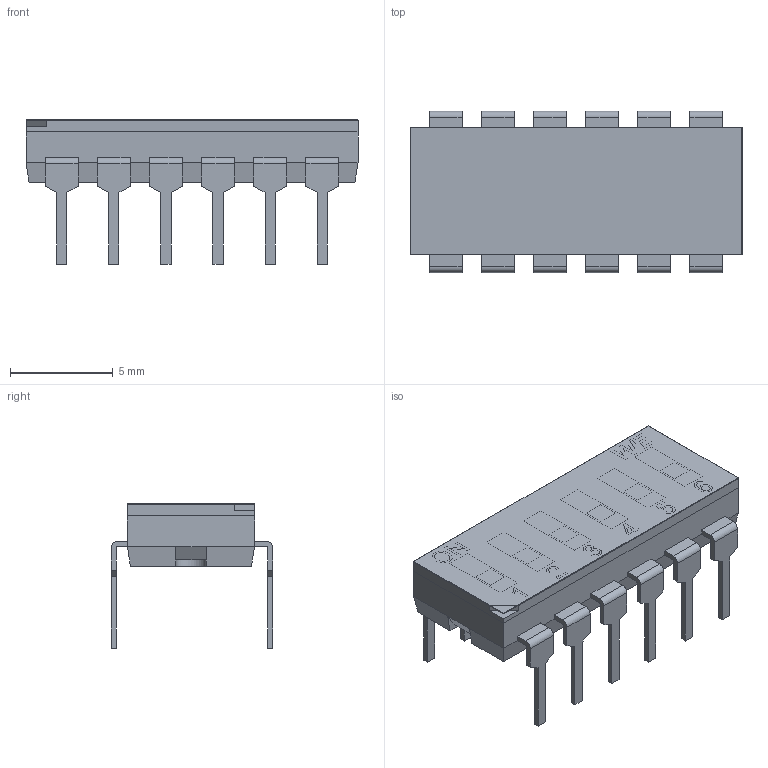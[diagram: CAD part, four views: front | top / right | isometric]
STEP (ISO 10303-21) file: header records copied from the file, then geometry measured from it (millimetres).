
FILE_DESCRIPTION( ( 'Unknown' ), '1' );
FILE_NAME( '418127160906.stp', 'Unknown', ( 'Unknown' ), ( 'Unknown' ), 'PSStep 17.0.49', 'Unknown', ' ' );
FILE_SCHEMA( ( 'AUTOMOTIVE_DESIGN { 1 0 10303 214 1 1 1 1 }' ) );
Length unit declared in the file: millimetre
Products named in the file (8): Assem1; Terminal_front; Actuator; Terminal_back; Contact; Cover 06; Base 06; Tape 06
Assembly tree (27 placements, depth 2):
  Assem1
    Terminal_front  x6
    Actuator  x6
    Terminal_back  x6
    Contact  x6
    Cover 06
    Base 06
    Tape 06
Bounding box: 16.18 x 7.87 x 7.04 mm (x, y, z)
Volume: 277.1 mm3; surface area: 1375.3 mm2
Topology: 27 solids, 27 shells, 985 faces, 2739 edges, 1806 vertices
Faces by surface type: plane 836, cylinder 134, extrusion 15
Full cylindrical faces by diameter (mm): 0.45 x12, 0.5 x24, 1.9 x1
Entity records: 18137 total; most frequent: CARTESIAN_POINT 3504, ORIENTED_EDGE 2378, DIRECTION 2020, EDGE_CURVE 1189, VECTOR 948, LINE 933, VERTEX_POINT 776, AXIS2_PLACEMENT_3D 536
